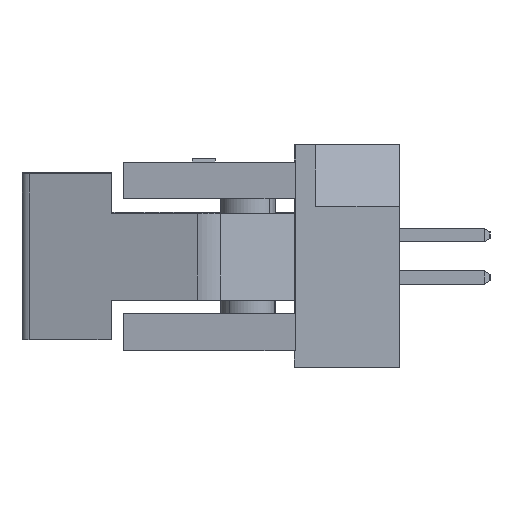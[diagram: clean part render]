
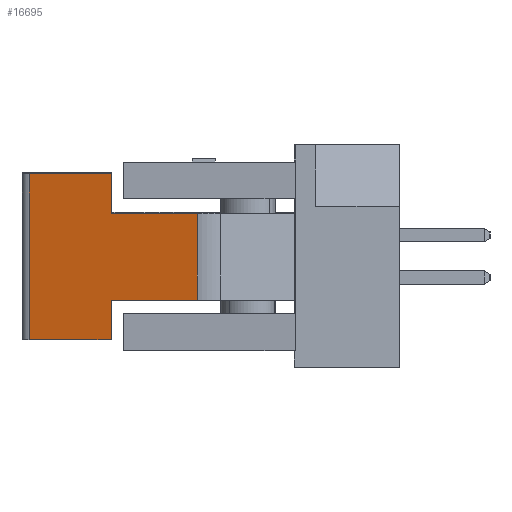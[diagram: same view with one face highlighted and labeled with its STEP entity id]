
A CAD part, left-side view. The second image highlights one B-rep face of the part: STEP entity #16695.
In plain terms, the highlighted face is planar.
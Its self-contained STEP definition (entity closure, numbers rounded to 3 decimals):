
#14901=DIRECTION('',(0.967,-0.253,0.));
#14902=VECTOR('',#14901,2.528);
#14903=CARTESIAN_POINT('',(-5.391,-4.087,0.));
#14904=LINE('',#14903,#14902);
#15114=DIRECTION('',(0.967,-0.253,0.));
#15115=VECTOR('',#15114,2.528);
#15116=CARTESIAN_POINT('',(-5.391,-4.087,4.97));
#15117=LINE('',#15116,#15115);
#15499=DIRECTION('',(0.,0.,-1.));
#15500=VECTOR('',#15499,4.97);
#15501=CARTESIAN_POINT('',(-5.391,-4.087,4.97));
#15502=LINE('',#15501,#15500);
#15506=DIRECTION('',(0.,0.,-1.));
#15507=VECTOR('',#15506,1.185);
#15508=CARTESIAN_POINT('',(-2.945,-4.727,4.97));
#15509=LINE('',#15508,#15507);
#15513=DIRECTION('',(-0.967,0.253,0.));
#15514=VECTOR('',#15513,2.668);
#15515=CARTESIAN_POINT('',(-0.364,-5.403,3.785));
#15516=LINE('',#15515,#15514);
#15520=DIRECTION('',(0.,0.,-1.));
#15521=VECTOR('',#15520,2.6);
#15522=CARTESIAN_POINT('',(-0.364,-5.403,3.785));
#15523=LINE('',#15522,#15521);
#15527=DIRECTION('',(-0.967,0.253,0.));
#15528=VECTOR('',#15527,2.668);
#15529=CARTESIAN_POINT('',(-0.364,-5.403,1.185));
#15530=LINE('',#15529,#15528);
#15534=DIRECTION('',(0.,0.,1.));
#15535=VECTOR('',#15534,1.185);
#15536=CARTESIAN_POINT('',(-2.945,-4.727,0.));
#15537=LINE('',#15536,#15535);
#15999=CARTESIAN_POINT('',(-2.945,-4.727,0.));
#16000=CARTESIAN_POINT('',(-2.945,-4.727,1.185));
#16001=VERTEX_POINT('',#15999);
#16002=VERTEX_POINT('',#16000);
#16003=CARTESIAN_POINT('',(-2.945,-4.727,4.97));
#16004=CARTESIAN_POINT('',(-2.945,-4.727,3.785));
#16005=VERTEX_POINT('',#16003);
#16006=VERTEX_POINT('',#16004);
#16106=CARTESIAN_POINT('',(-0.364,-5.403,1.185));
#16108=VERTEX_POINT('',#16106);
#16109=CARTESIAN_POINT('',(-0.364,-5.403,3.785));
#16110=VERTEX_POINT('',#16109);
#16121=CARTESIAN_POINT('',(-5.391,-4.087,0.));
#16123=VERTEX_POINT('',#16121);
#16127=CARTESIAN_POINT('',(-5.391,-4.087,4.97));
#16128=VERTEX_POINT('',#16127);
#16676=CARTESIAN_POINT('',(-5.615,-4.028,0.));
#16677=DIRECTION('',(-0.253,-0.967,0.));
#16678=DIRECTION('',(0.967,-0.253,0.));
#16679=AXIS2_PLACEMENT_3D('',#16676,#16677,#16678);
#16680=PLANE('',#16679);
#16681=ORIENTED_EDGE('',*,*,#16215,.F.);
#16682=ORIENTED_EDGE('',*,*,#16344,.T.);
#16684=ORIENTED_EDGE('',*,*,#16683,.T.);
#16686=ORIENTED_EDGE('',*,*,#16685,.F.);
#16688=ORIENTED_EDGE('',*,*,#16687,.T.);
#16690=ORIENTED_EDGE('',*,*,#16689,.T.);
#16691=ORIENTED_EDGE('',*,*,#16668,.F.);
#16692=ORIENTED_EDGE('',*,*,#16176,.F.);
#16693=EDGE_LOOP('',(#16681,#16682,#16684,#16686,#16688,#16690,#16691,#16692));
#16694=FACE_OUTER_BOUND('',#16693,.F.);
#16695=ADVANCED_FACE('',(#16694),#16680,.T.);
#16176=EDGE_CURVE('',#16123,#16001,#14904,.T.);
#16215=EDGE_CURVE('',#16128,#16123,#15502,.T.);
#16344=EDGE_CURVE('',#16128,#16005,#15117,.T.);
#16668=EDGE_CURVE('',#16001,#16002,#15537,.T.);
#16683=EDGE_CURVE('',#16005,#16006,#15509,.T.);
#16685=EDGE_CURVE('',#16110,#16006,#15516,.T.);
#16687=EDGE_CURVE('',#16110,#16108,#15523,.T.);
#16689=EDGE_CURVE('',#16108,#16002,#15530,.T.);
